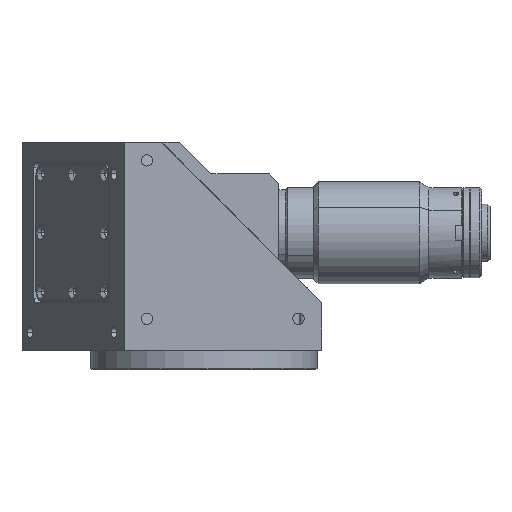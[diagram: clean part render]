
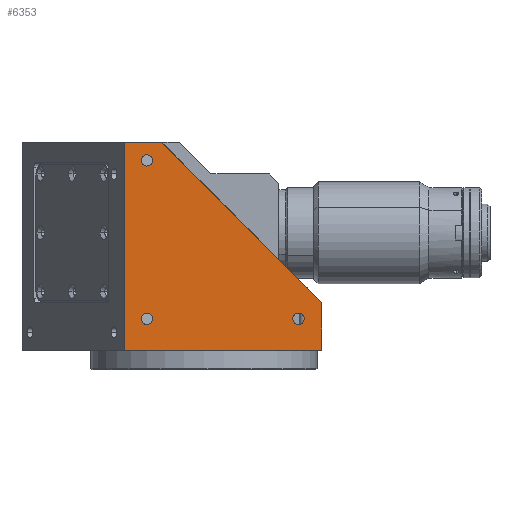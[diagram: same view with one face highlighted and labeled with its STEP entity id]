
A CAD part, front view. The second image highlights one B-rep face of the part: STEP entity #6353.
In plain terms, the highlighted planar face has unit normal (0, -1, 0).
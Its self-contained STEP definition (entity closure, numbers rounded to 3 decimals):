
#42 = ORIENTED_EDGE ( 'NONE', *, *, #1462, .F. ) ;
#429 = VECTOR ( 'NONE', #823, 1000. ) ;
#671 = ORIENTED_EDGE ( 'NONE', *, *, #1867, .T. ) ;
#823 = DIRECTION ( 'NONE',  ( 0., 0., 1. ) ) ;
#1421 = EDGE_CURVE ( 'NONE', #7664, #3567, #13913, .T. ) ;
#1443 = EDGE_CURVE ( 'NONE', #7664, #10524, #10506, .T. ) ;
#1462 = EDGE_CURVE ( 'NONE', #10524, #6602, #5464, .T. ) ;
#1504 = FACE_BOUND ( 'NONE', #4316, .T. ) ;
#1539 = EDGE_CURVE ( 'NONE', #8095, #7447, #13849, .T. ) ;
#1576 = EDGE_CURVE ( 'NONE', #9913, #6351, #5437, .T. ) ;
#1645 = EDGE_CURVE ( 'NONE', #12697, #2643, #8634, .T. ) ;
#1735 = EDGE_CURVE ( 'NONE', #3567, #8668, #12527, .T. ) ;
#1867 = EDGE_CURVE ( 'NONE', #8668, #6602, #9679, .T. ) ;
#2635 = FACE_OUTER_BOUND ( 'NONE', #13068, .T. ) ;
#2643 = VERTEX_POINT ( 'NONE', #7470 ) ;
#3093 = AXIS2_PLACEMENT_3D ( 'NONE', #5692, #5676, #5664 ) ;
#3117 = ORIENTED_EDGE ( 'NONE', *, *, #4940, .F. ) ;
#3304 = AXIS2_PLACEMENT_3D ( 'NONE', #6290, #6275, #6260 ) ;
#3403 = AXIS2_PLACEMENT_3D ( 'NONE', #6680, #6670, #6665 ) ;
#3502 = DIRECTION ( 'NONE',  ( -0.707, 0., 0.707 ) ) ;
#3567 = VERTEX_POINT ( 'NONE', #10347 ) ;
#3600 = CARTESIAN_POINT ( 'NONE',  ( -18.787, -52., 282.192 ) ) ;
#4289 = FACE_BOUND ( 'NONE', #10199, .T. ) ;
#4316 = EDGE_LOOP ( 'NONE', ( #8453, #3117 ) ) ;
#4561 = CIRCLE ( 'NONE', #10639, 2.5 ) ;
#4734 = DIRECTION ( 'NONE',  ( 0., 0., 1. ) ) ;
#4797 = CARTESIAN_POINT ( 'NONE',  ( 52., -52., 180.192 ) ) ;
#4820 = EDGE_CURVE ( 'NONE', #7447, #8095, #12600, .T. ) ;
#4886 = EDGE_CURVE ( 'NONE', #6351, #9913, #6354, .T. ) ;
#4940 = EDGE_CURVE ( 'NONE', #2643, #12697, #4561, .T. ) ;
#5082 = CARTESIAN_POINT ( 'NONE',  ( -35.185, -52., 190.192 ) ) ;
#5325 = ORIENTED_EDGE ( 'NONE', *, *, #1421, .T. ) ;
#5437 = CIRCLE ( 'NONE', #3304, 2.5 ) ;
#5464 = LINE ( 'NONE', #7300, #10095 ) ;
#5664 = DIRECTION ( 'NONE',  ( 0., 0., -1. ) ) ;
#5676 = DIRECTION ( 'NONE',  ( 0., -1., 0. ) ) ;
#5692 = CARTESIAN_POINT ( 'NONE',  ( -25.185, -52., 204.192 ) ) ;
#6260 = DIRECTION ( 'NONE',  ( 0., 0., -1. ) ) ;
#6275 = DIRECTION ( 'NONE',  ( 0., -1., 0. ) ) ;
#6290 = CARTESIAN_POINT ( 'NONE',  ( 41.815, -52., 204.192 ) ) ;
#6294 = DIRECTION ( 'NONE',  ( 0., 0., -1. ) ) ;
#6351 = VERTEX_POINT ( 'NONE', #10047 ) ;
#6353 = ADVANCED_FACE ( 'NONE', ( #4289, #7232, #1504, #2635 ), #10117, .T. ) ;
#6354 = CIRCLE ( 'NONE', #10910, 2.5 ) ;
#6399 = CARTESIAN_POINT ( 'NONE',  ( -25.185, -52., 204.192 ) ) ;
#6445 = DIRECTION ( 'NONE',  ( 0., -1., 0. ) ) ;
#6602 = VERTEX_POINT ( 'NONE', #8294 ) ;
#6665 = DIRECTION ( 'NONE',  ( 0., 0., -1. ) ) ;
#6670 = DIRECTION ( 'NONE',  ( 0., -1., 0. ) ) ;
#6680 = CARTESIAN_POINT ( 'NONE',  ( -25.185, -52., 274.192 ) ) ;
#6999 = ORIENTED_EDGE ( 'NONE', *, *, #4886, .F. ) ;
#7232 = FACE_BOUND ( 'NONE', #8580, .T. ) ;
#7254 = DIRECTION ( 'NONE',  ( 1., 0., 0. ) ) ;
#7300 = CARTESIAN_POINT ( 'NONE',  ( -35.185, -52., 282.192 ) ) ;
#7323 = CARTESIAN_POINT ( 'NONE',  ( 52., -52., 211.405 ) ) ;
#7336 = CARTESIAN_POINT ( 'NONE',  ( -35.185, -52., 180.192 ) ) ;
#7447 = VERTEX_POINT ( 'NONE', #13205 ) ;
#7470 = CARTESIAN_POINT ( 'NONE',  ( -25.185, -52., 206.692 ) ) ;
#7515 = DIRECTION ( 'NONE',  ( 1., 0., 0. ) ) ;
#7530 = ORIENTED_EDGE ( 'NONE', *, *, #1443, .F. ) ;
#7531 = CARTESIAN_POINT ( 'NONE',  ( -35.185, -52., 190.192 ) ) ;
#7664 = VERTEX_POINT ( 'NONE', #5082 ) ;
#8050 = AXIS2_PLACEMENT_3D ( 'NONE', #9838, #9790, #9767 ) ;
#8095 = VERTEX_POINT ( 'NONE', #11904 ) ;
#8279 = DIRECTION ( 'NONE',  ( 0., -1., 0. ) ) ;
#8294 = CARTESIAN_POINT ( 'NONE',  ( -18.787, -52., 282.192 ) ) ;
#8363 = DIRECTION ( 'NONE',  ( 0., 0., -1. ) ) ;
#8397 = CARTESIAN_POINT ( 'NONE',  ( 41.815, -52., 204.192 ) ) ;
#8453 = ORIENTED_EDGE ( 'NONE', *, *, #1645, .F. ) ;
#8580 = EDGE_LOOP ( 'NONE', ( #14919, #6999 ) ) ;
#8634 = CIRCLE ( 'NONE', #3093, 2.5 ) ;
#8668 = VERTEX_POINT ( 'NONE', #7323 ) ;
#9651 = VECTOR ( 'NONE', #3502, 1000. ) ;
#9679 = LINE ( 'NONE', #3600, #9651 ) ;
#9767 = DIRECTION ( 'NONE',  ( 0., 0., -1. ) ) ;
#9790 = DIRECTION ( 'NONE',  ( 0., -1., 0. ) ) ;
#9808 = DIRECTION ( 'NONE',  ( 0., -1., 0. ) ) ;
#9838 = CARTESIAN_POINT ( 'NONE',  ( -35.185, -52., 180.192 ) ) ;
#9913 = VERTEX_POINT ( 'NONE', #13351 ) ;
#9928 = CARTESIAN_POINT ( 'NONE',  ( -25.185, -52., 274.192 ) ) ;
#9969 = DIRECTION ( 'NONE',  ( 0., 0., -1. ) ) ;
#10047 = CARTESIAN_POINT ( 'NONE',  ( 41.815, -52., 206.692 ) ) ;
#10093 = CARTESIAN_POINT ( 'NONE',  ( -35.185, -52., 282.192 ) ) ;
#10095 = VECTOR ( 'NONE', #7254, 1000. ) ;
#10117 = PLANE ( 'NONE',  #8050 ) ;
#10199 = EDGE_LOOP ( 'NONE', ( #14578, #14758 ) ) ;
#10347 = CARTESIAN_POINT ( 'NONE',  ( 52., -52., 190.192 ) ) ;
#10506 = LINE ( 'NONE', #7336, #429 ) ;
#10524 = VERTEX_POINT ( 'NONE', #10093 ) ;
#10639 = AXIS2_PLACEMENT_3D ( 'NONE', #6399, #6445, #6294 ) ;
#10910 = AXIS2_PLACEMENT_3D ( 'NONE', #8397, #8279, #8363 ) ;
#11155 = AXIS2_PLACEMENT_3D ( 'NONE', #9928, #9808, #9969 ) ;
#11904 = CARTESIAN_POINT ( 'NONE',  ( -25.185, -52., 271.692 ) ) ;
#12320 = CARTESIAN_POINT ( 'NONE',  ( -25.185, -52., 201.692 ) ) ;
#12527 = LINE ( 'NONE', #4797, #12741 ) ;
#12600 = CIRCLE ( 'NONE', #11155, 2.5 ) ;
#12630 = VECTOR ( 'NONE', #7515, 1000. ) ;
#12697 = VERTEX_POINT ( 'NONE', #12320 ) ;
#12741 = VECTOR ( 'NONE', #4734, 1000. ) ;
#13068 = EDGE_LOOP ( 'NONE', ( #13268, #671, #42, #7530, #5325 ) ) ;
#13205 = CARTESIAN_POINT ( 'NONE',  ( -25.185, -52., 276.692 ) ) ;
#13268 = ORIENTED_EDGE ( 'NONE', *, *, #1735, .T. ) ;
#13351 = CARTESIAN_POINT ( 'NONE',  ( 41.815, -52., 201.692 ) ) ;
#13849 = CIRCLE ( 'NONE', #3403, 2.5 ) ;
#13913 = LINE ( 'NONE', #7531, #12630 ) ;
#14578 = ORIENTED_EDGE ( 'NONE', *, *, #1539, .F. ) ;
#14758 = ORIENTED_EDGE ( 'NONE', *, *, #4820, .F. ) ;
#14919 = ORIENTED_EDGE ( 'NONE', *, *, #1576, .F. ) ;
